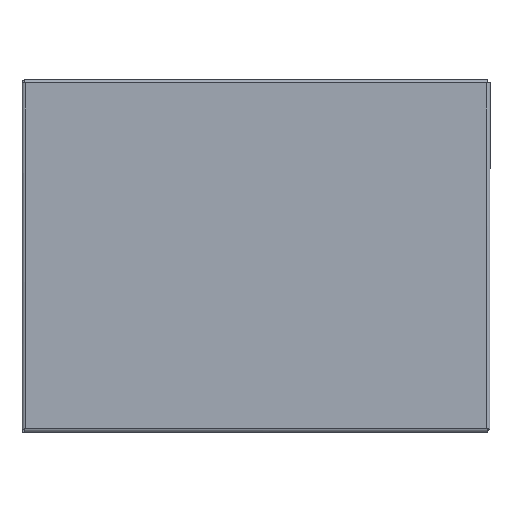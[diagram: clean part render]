
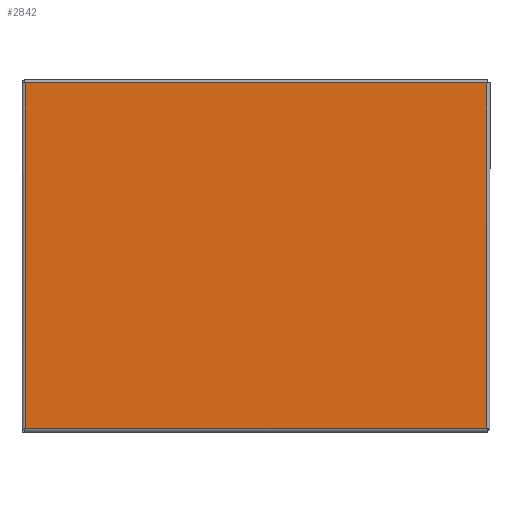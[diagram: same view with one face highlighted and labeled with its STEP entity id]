
A CAD part, top view. The second image highlights one B-rep face of the part: STEP entity #2842.
In plain terms, the highlighted planar face has unit normal (0, 0, 1).
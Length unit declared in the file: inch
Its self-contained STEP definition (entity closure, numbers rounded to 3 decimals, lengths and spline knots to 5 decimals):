
#474 = DIRECTION ( 'NONE',  ( 0., -1., 0. ) ) ;
#605 = CARTESIAN_POINT ( 'NONE',  ( 12.01975, 0.10525, 0.074 ) ) ;
#730 = EDGE_CURVE ( 'NONE', #7578, #10630, #1537, .T. ) ;
#792 = EDGE_CURVE ( 'NONE', #10630, #8197, #7559, .T. ) ;
#1537 = LINE ( 'NONE', #12210, #4010 ) ;
#1854 = DIRECTION ( 'NONE',  ( 1., 0., 0. ) ) ;
#1891 = DIRECTION ( 'NONE',  ( 0., 0., 1. ) ) ;
#1954 = CARTESIAN_POINT ( 'NONE',  ( 6.0625, 8.0625, 0.074 ) ) ;
#2005 = VERTEX_POINT ( 'NONE', #6340 ) ;
#2097 = CARTESIAN_POINT ( 'NONE',  ( 12.01975, 4.08387, 0.074 ) ) ;
#2184 = CARTESIAN_POINT ( 'NONE',  ( 12.01975, 16.01975, 0.074 ) ) ;
#2279 = CARTESIAN_POINT ( 'NONE',  ( 0.10525, 0.10525, 0.074 ) ) ;
#2785 = PLANE ( 'NONE',  #11002 ) ;
#2842 = ADVANCED_FACE ( 'NONE', ( #10418 ), #2785, .T. ) ;
#2949 = DIRECTION ( 'NONE',  ( 1., 0., 0. ) ) ;
#4010 = VECTOR ( 'NONE', #2949, 39.37008 ) ;
#4848 = LINE ( 'NONE', #8557, #7095 ) ;
#4922 = ORIENTED_EDGE ( 'NONE', *, *, #11268, .T. ) ;
#5089 = ORIENTED_EDGE ( 'NONE', *, *, #792, .T. ) ;
#6340 = CARTESIAN_POINT ( 'NONE',  ( 0.10525, 16.01975, 0.074 ) ) ;
#6537 = ORIENTED_EDGE ( 'NONE', *, *, #10481, .T. ) ;
#6538 = ORIENTED_EDGE ( 'NONE', *, *, #730, .T. ) ;
#6706 = EDGE_LOOP ( 'NONE', ( #5089, #4922, #6537, #6538 ) ) ;
#7095 = VECTOR ( 'NONE', #10549, 39.37008 ) ;
#7559 = LINE ( 'NONE', #2097, #9822 ) ;
#7578 = VERTEX_POINT ( 'NONE', #2279 ) ;
#8197 = VERTEX_POINT ( 'NONE', #2184 ) ;
#8557 = CARTESIAN_POINT ( 'NONE',  ( 9.04112, 16.01975, 0.074 ) ) ;
#8786 = LINE ( 'NONE', #11802, #11019 ) ;
#9822 = VECTOR ( 'NONE', #11342, 39.37008 ) ;
#10418 = FACE_OUTER_BOUND ( 'NONE', #6706, .T. ) ;
#10481 = EDGE_CURVE ( 'NONE', #2005, #7578, #8786, .T. ) ;
#10549 = DIRECTION ( 'NONE',  ( -1., 0., 0. ) ) ;
#10630 = VERTEX_POINT ( 'NONE', #605 ) ;
#11002 = AXIS2_PLACEMENT_3D ( 'NONE', #1954, #1891, #1854 ) ;
#11019 = VECTOR ( 'NONE', #474, 39.37008 ) ;
#11268 = EDGE_CURVE ( 'NONE', #8197, #2005, #4848, .T. ) ;
#11342 = DIRECTION ( 'NONE',  ( 0., 1., 0. ) ) ;
#11802 = CARTESIAN_POINT ( 'NONE',  ( 0.10525, 12.04112, 0.074 ) ) ;
#12210 = CARTESIAN_POINT ( 'NONE',  ( 3.08387, 0.10525, 0.074 ) ) ;
